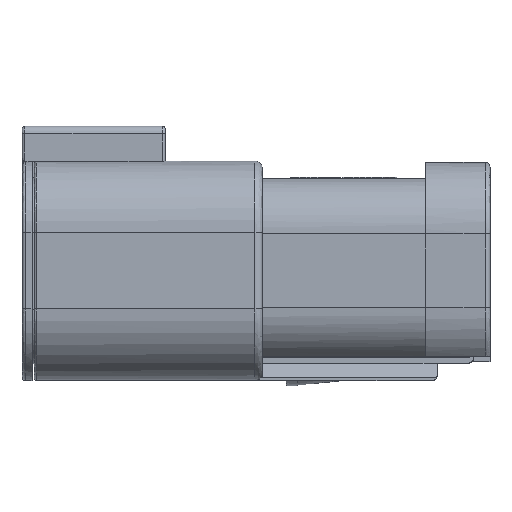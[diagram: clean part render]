
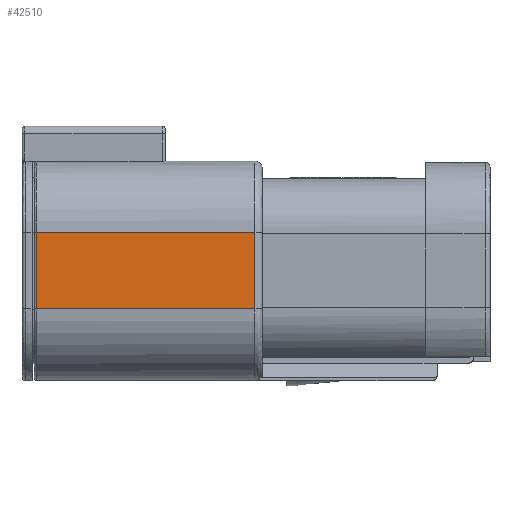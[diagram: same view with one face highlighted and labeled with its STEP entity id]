
A CAD part, left-side view. The second image highlights one B-rep face of the part: STEP entity #42510.
In plain terms, the highlighted planar face has unit normal (-1, 0, 0).
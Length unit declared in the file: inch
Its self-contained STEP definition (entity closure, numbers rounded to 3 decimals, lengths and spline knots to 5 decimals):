
#3332 = CARTESIAN_POINT ( 'NONE',  ( -0.53051, 1.80315, -0.45276 ) ) ;
#3867 = AXIS2_PLACEMENT_3D ( 'NONE', #15429, #8650, #4953 ) ;
#4953 = DIRECTION ( 'NONE',  ( 0., 0., 1. ) ) ;
#5133 = DIRECTION ( 'NONE',  ( 0., 0., 1. ) ) ;
#5326 = EDGE_CURVE ( 'NONE', #31011, #35379, #14461, .T. ) ;
#5892 = CARTESIAN_POINT ( 'NONE',  ( -0.53051, 1.80315, 0.15748 ) ) ;
#8650 = DIRECTION ( 'NONE',  ( -1., 0., 0. ) ) ;
#10339 = VERTEX_POINT ( 'NONE', #18137 ) ;
#12150 = ORIENTED_EDGE ( 'NONE', *, *, #40333, .T. ) ;
#13506 = VECTOR ( 'NONE', #28313, 39.37008 ) ;
#14461 = LINE ( 'NONE', #21164, #34368 ) ;
#14684 = EDGE_CURVE ( 'NONE', #25690, #35379, #22893, .T. ) ;
#15286 = CARTESIAN_POINT ( 'NONE',  ( -0.53051, 1.8622, 0.15748 ) ) ;
#15429 = CARTESIAN_POINT ( 'NONE',  ( -0.53051, 1.8622, -0.45276 ) ) ;
#18137 = CARTESIAN_POINT ( 'NONE',  ( -0.53051, 0.90157, 0.15748 ) ) ;
#18266 = VECTOR ( 'NONE', #5133, 39.37008 ) ;
#21012 = LINE ( 'NONE', #37527, #18266 ) ;
#21164 = CARTESIAN_POINT ( 'NONE',  ( -0.53051, 1.86585, -0.15748 ) ) ;
#22433 = ORIENTED_EDGE ( 'NONE', *, *, #5326, .F. ) ;
#22893 = LINE ( 'NONE', #3332, #13506 ) ;
#23155 = DIRECTION ( 'NONE',  ( 0., 1., 0. ) ) ;
#25690 = VERTEX_POINT ( 'NONE', #5892 ) ;
#26654 = LINE ( 'NONE', #15286, #42141 ) ;
#27648 = EDGE_CURVE ( 'NONE', #10339, #25690, #26654, .T. ) ;
#28313 = DIRECTION ( 'NONE',  ( 0., 0., -1. ) ) ;
#30796 = FACE_OUTER_BOUND ( 'NONE', #38323, .T. ) ;
#31011 = VERTEX_POINT ( 'NONE', #32198 ) ;
#32123 = DIRECTION ( 'NONE',  ( 0., 1., 0. ) ) ;
#32198 = CARTESIAN_POINT ( 'NONE',  ( -0.53051, 0.90157, -0.15748 ) ) ;
#32894 = ORIENTED_EDGE ( 'NONE', *, *, #27648, .T. ) ;
#34368 = VECTOR ( 'NONE', #32123, 39.37008 ) ;
#34864 = ORIENTED_EDGE ( 'NONE', *, *, #14684, .T. ) ;
#35379 = VERTEX_POINT ( 'NONE', #38469 ) ;
#37527 = CARTESIAN_POINT ( 'NONE',  ( -0.53051, 0.90157, -0.45276 ) ) ;
#38323 = EDGE_LOOP ( 'NONE', ( #22433, #12150, #32894, #34864 ) ) ;
#38469 = CARTESIAN_POINT ( 'NONE',  ( -0.53051, 1.80315, -0.15748 ) ) ;
#40333 = EDGE_CURVE ( 'NONE', #31011, #10339, #21012, .T. ) ;
#42141 = VECTOR ( 'NONE', #23155, 39.37008 ) ;
#42510 = ADVANCED_FACE ( 'NONE', ( #30796 ), #44254, .T. ) ;
#44254 = PLANE ( 'NONE',  #3867 ) ;
